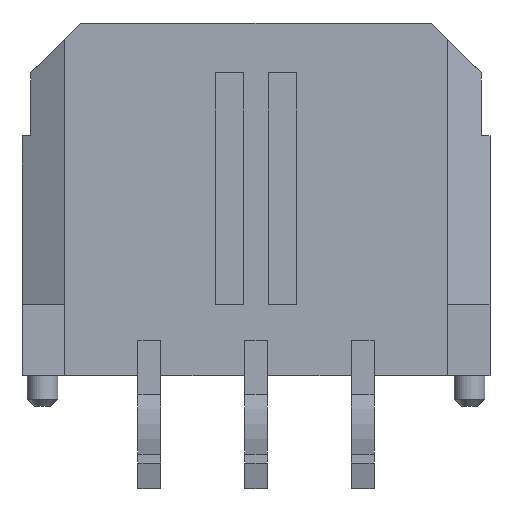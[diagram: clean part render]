
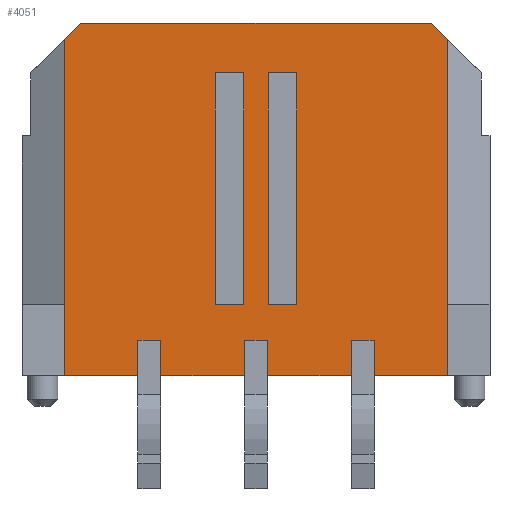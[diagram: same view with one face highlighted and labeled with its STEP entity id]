
A CAD part, front view. The second image highlights one B-rep face of the part: STEP entity #4051.
In plain terms, the highlighted planar face has unit normal (0, -1, 0).
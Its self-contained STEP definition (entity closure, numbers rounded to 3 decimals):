
#53=DIRECTION('',(0.,0.,1.));
#54=VECTOR('',#53,1.);
#55=CARTESIAN_POINT('',(-3.32,-3.46,-4.96));
#56=LINE('',#55,#54);
#57=DIRECTION('',(0.,0.,-1.));
#58=VECTOR('',#57,7.46);
#59=CARTESIAN_POINT('',(-5.375,-3.46,4.5));
#60=LINE('',#59,#58);
#61=DIRECTION('',(-0.707,0.,-0.707));
#62=VECTOR('',#61,0.636);
#63=CARTESIAN_POINT('',(-4.925,-3.46,4.95));
#64=LINE('',#63,#62);
#65=DIRECTION('',(1.,0.,0.));
#66=VECTOR('',#65,9.85);
#67=CARTESIAN_POINT('',(-4.925,-3.46,4.95));
#68=LINE('',#67,#66);
#69=DIRECTION('',(-0.707,0.,0.707));
#70=VECTOR('',#69,0.636);
#71=CARTESIAN_POINT('',(5.375,-3.46,4.5));
#72=LINE('',#71,#70);
#73=DIRECTION('',(0.,0.,-1.));
#74=VECTOR('',#73,7.46);
#75=CARTESIAN_POINT('',(5.375,-3.46,4.5));
#76=LINE('',#75,#74);
#77=DIRECTION('',(0.,0.,-1.));
#78=VECTOR('',#77,2.);
#79=CARTESIAN_POINT('',(5.375,-3.46,-2.96));
#80=LINE('',#79,#78);
#81=DIRECTION('',(0.,0.,1.));
#82=VECTOR('',#81,1.);
#83=CARTESIAN_POINT('',(3.32,-3.46,-4.96));
#84=LINE('',#83,#82);
#85=DIRECTION('',(1.,0.,0.));
#86=VECTOR('',#85,0.64);
#87=CARTESIAN_POINT('',(2.68,-3.46,-3.96));
#88=LINE('',#87,#86);
#89=DIRECTION('',(0.,0.,1.));
#90=VECTOR('',#89,1.);
#91=CARTESIAN_POINT('',(2.68,-3.46,-4.96));
#92=LINE('',#91,#90);
#93=DIRECTION('',(0.,0.,1.));
#94=VECTOR('',#93,1.);
#95=CARTESIAN_POINT('',(0.32,-3.46,-4.96));
#96=LINE('',#95,#94);
#97=DIRECTION('',(1.,0.,0.));
#98=VECTOR('',#97,0.64);
#99=CARTESIAN_POINT('',(-0.32,-3.46,-3.96));
#100=LINE('',#99,#98);
#101=DIRECTION('',(0.,0.,1.));
#102=VECTOR('',#101,1.);
#103=CARTESIAN_POINT('',(-0.32,-3.46,-4.96));
#104=LINE('',#103,#102);
#105=DIRECTION('',(0.,0.,1.));
#106=VECTOR('',#105,1.);
#107=CARTESIAN_POINT('',(-2.68,-3.46,-4.96));
#108=LINE('',#107,#106);
#109=DIRECTION('',(1.,0.,0.));
#110=VECTOR('',#109,0.64);
#111=CARTESIAN_POINT('',(-3.32,-3.46,-3.96));
#112=LINE('',#111,#110);
#113=DIRECTION('',(1.,0.,0.));
#114=VECTOR('',#113,0.8);
#115=CARTESIAN_POINT('',(0.35,-3.46,3.55));
#116=LINE('',#115,#114);
#117=DIRECTION('',(0.,0.,1.));
#118=VECTOR('',#117,6.51);
#119=CARTESIAN_POINT('',(0.35,-3.46,-2.96));
#120=LINE('',#119,#118);
#121=DIRECTION('',(1.,0.,0.));
#122=VECTOR('',#121,0.8);
#123=CARTESIAN_POINT('',(0.35,-3.46,-2.96));
#124=LINE('',#123,#122);
#125=DIRECTION('',(0.,0.,1.));
#126=VECTOR('',#125,6.51);
#127=CARTESIAN_POINT('',(1.15,-3.46,-2.96));
#128=LINE('',#127,#126);
#129=DIRECTION('',(1.,0.,0.));
#130=VECTOR('',#129,0.8);
#131=CARTESIAN_POINT('',(-1.15,-3.46,3.55));
#132=LINE('',#131,#130);
#133=DIRECTION('',(0.,0.,1.));
#134=VECTOR('',#133,6.51);
#135=CARTESIAN_POINT('',(-1.15,-3.46,-2.96));
#136=LINE('',#135,#134);
#137=DIRECTION('',(1.,0.,0.));
#138=VECTOR('',#137,0.8);
#139=CARTESIAN_POINT('',(-1.15,-3.46,-2.96));
#140=LINE('',#139,#138);
#141=DIRECTION('',(0.,0.,1.));
#142=VECTOR('',#141,6.51);
#143=CARTESIAN_POINT('',(-0.35,-3.46,-2.96));
#144=LINE('',#143,#142);
#865=DIRECTION('',(-1.,0.,0.));
#866=VECTOR('',#865,2.055);
#867=CARTESIAN_POINT('',(5.375,-3.46,-4.96));
#868=LINE('',#867,#866);
#881=DIRECTION('',(-1.,0.,0.));
#882=VECTOR('',#881,2.36);
#883=CARTESIAN_POINT('',(2.68,-3.46,-4.96));
#884=LINE('',#883,#882);
#905=DIRECTION('',(-1.,0.,0.));
#906=VECTOR('',#905,2.055);
#907=CARTESIAN_POINT('',(-3.32,-3.46,-4.96));
#908=LINE('',#907,#906);
#913=DIRECTION('',(-1.,0.,0.));
#914=VECTOR('',#913,2.36);
#915=CARTESIAN_POINT('',(-0.32,-3.46,-4.96));
#916=LINE('',#915,#914);
#2859=DIRECTION('',(0.,0.,-1.));
#2860=VECTOR('',#2859,2.);
#2861=CARTESIAN_POINT('',(-5.375,-3.46,-2.96));
#2862=LINE('',#2861,#2860);
#2955=CARTESIAN_POINT('',(-4.925,-3.46,4.95));
#2956=CARTESIAN_POINT('',(4.925,-3.46,4.95));
#2957=VERTEX_POINT('',#2955);
#2958=VERTEX_POINT('',#2956);
#3040=CARTESIAN_POINT('',(2.68,-3.46,-4.96));
#3042=VERTEX_POINT('',#3040);
#3044=CARTESIAN_POINT('',(3.32,-3.46,-4.96));
#3046=VERTEX_POINT('',#3044);
#3052=CARTESIAN_POINT('',(-0.32,-3.46,-4.96));
#3054=VERTEX_POINT('',#3052);
#3056=CARTESIAN_POINT('',(0.32,-3.46,-4.96));
#3058=VERTEX_POINT('',#3056);
#3064=CARTESIAN_POINT('',(-3.32,-3.46,-4.96));
#3066=VERTEX_POINT('',#3064);
#3068=CARTESIAN_POINT('',(-2.68,-3.46,-4.96));
#3070=VERTEX_POINT('',#3068);
#3076=CARTESIAN_POINT('',(5.375,-3.46,-2.96));
#3078=VERTEX_POINT('',#3076);
#3080=CARTESIAN_POINT('',(-5.375,-3.46,-2.96));
#3082=VERTEX_POINT('',#3080);
#3089=CARTESIAN_POINT('',(5.375,-3.46,-4.96));
#3090=VERTEX_POINT('',#3089);
#3091=CARTESIAN_POINT('',(-5.375,-3.46,-4.96));
#3092=VERTEX_POINT('',#3091);
#3093=CARTESIAN_POINT('',(2.68,-3.46,-3.96));
#3094=VERTEX_POINT('',#3093);
#3095=CARTESIAN_POINT('',(3.32,-3.46,-3.96));
#3096=VERTEX_POINT('',#3095);
#3097=CARTESIAN_POINT('',(-0.32,-3.46,-3.96));
#3098=VERTEX_POINT('',#3097);
#3099=CARTESIAN_POINT('',(0.32,-3.46,-3.96));
#3100=VERTEX_POINT('',#3099);
#3101=CARTESIAN_POINT('',(-3.32,-3.46,-3.96));
#3102=VERTEX_POINT('',#3101);
#3103=CARTESIAN_POINT('',(-2.68,-3.46,-3.96));
#3104=VERTEX_POINT('',#3103);
#3417=CARTESIAN_POINT('',(0.35,-3.46,3.55));
#3418=CARTESIAN_POINT('',(1.15,-3.46,3.55));
#3419=VERTEX_POINT('',#3417);
#3420=VERTEX_POINT('',#3418);
#3421=CARTESIAN_POINT('',(0.35,-3.46,-2.96));
#3422=CARTESIAN_POINT('',(1.15,-3.46,-2.96));
#3423=VERTEX_POINT('',#3421);
#3424=VERTEX_POINT('',#3422);
#3433=CARTESIAN_POINT('',(-1.15,-3.46,3.55));
#3434=CARTESIAN_POINT('',(-0.35,-3.46,3.55));
#3435=VERTEX_POINT('',#3433);
#3436=VERTEX_POINT('',#3434);
#3437=CARTESIAN_POINT('',(-1.15,-3.46,-2.96));
#3438=CARTESIAN_POINT('',(-0.35,-3.46,-2.96));
#3439=VERTEX_POINT('',#3437);
#3440=VERTEX_POINT('',#3438);
#3865=CARTESIAN_POINT('',(5.375,-3.46,4.5));
#3866=VERTEX_POINT('',#3865);
#3867=CARTESIAN_POINT('',(-5.375,-3.46,4.5));
#3868=VERTEX_POINT('',#3867);
#3985=CARTESIAN_POINT('',(-6.325,-3.46,4.95));
#3986=DIRECTION('',(0.,-1.,0.));
#3987=DIRECTION('',(0.,0.,-1.));
#3988=AXIS2_PLACEMENT_3D('',#3985,#3986,#3987);
#3989=PLANE('',#3988);
#3991=ORIENTED_EDGE('',*,*,#3990,.F.);
#3993=ORIENTED_EDGE('',*,*,#3992,.T.);
#3995=ORIENTED_EDGE('',*,*,#3994,.F.);
#3996=ORIENTED_EDGE('',*,*,#3972,.F.);
#3998=ORIENTED_EDGE('',*,*,#3997,.F.);
#4000=ORIENTED_EDGE('',*,*,#3999,.T.);
#4002=ORIENTED_EDGE('',*,*,#4001,.F.);
#4004=ORIENTED_EDGE('',*,*,#4003,.T.);
#4006=ORIENTED_EDGE('',*,*,#4005,.T.);
#4008=ORIENTED_EDGE('',*,*,#4007,.T.);
#4010=ORIENTED_EDGE('',*,*,#4009,.T.);
#4012=ORIENTED_EDGE('',*,*,#4011,.F.);
#4014=ORIENTED_EDGE('',*,*,#4013,.F.);
#4016=ORIENTED_EDGE('',*,*,#4015,.T.);
#4018=ORIENTED_EDGE('',*,*,#4017,.T.);
#4020=ORIENTED_EDGE('',*,*,#4019,.F.);
#4022=ORIENTED_EDGE('',*,*,#4021,.F.);
#4024=ORIENTED_EDGE('',*,*,#4023,.T.);
#4026=ORIENTED_EDGE('',*,*,#4025,.T.);
#4028=ORIENTED_EDGE('',*,*,#4027,.F.);
#4029=EDGE_LOOP('',(#3991,#3993,#3995,#3996,#3998,#4000,#4002,#4004,#4006,#4008,
#4010,#4012,#4014,#4016,#4018,#4020,#4022,#4024,#4026,#4028));
#4030=FACE_OUTER_BOUND('',#4029,.F.);
#4032=ORIENTED_EDGE('',*,*,#4031,.F.);
#4034=ORIENTED_EDGE('',*,*,#4033,.F.);
#4036=ORIENTED_EDGE('',*,*,#4035,.T.);
#4038=ORIENTED_EDGE('',*,*,#4037,.T.);
#4039=EDGE_LOOP('',(#4032,#4034,#4036,#4038));
#4040=FACE_BOUND('',#4039,.F.);
#4042=ORIENTED_EDGE('',*,*,#4041,.F.);
#4044=ORIENTED_EDGE('',*,*,#4043,.F.);
#4046=ORIENTED_EDGE('',*,*,#4045,.T.);
#4048=ORIENTED_EDGE('',*,*,#4047,.T.);
#4049=EDGE_LOOP('',(#4042,#4044,#4046,#4048));
#4050=FACE_BOUND('',#4049,.F.);
#4051=ADVANCED_FACE('',(#4030,#4040,#4050),#3989,.T.);
#3972=EDGE_CURVE('',#3868,#3082,#60,.T.);
#3990=EDGE_CURVE('',#3066,#3102,#56,.T.);
#3992=EDGE_CURVE('',#3066,#3092,#908,.T.);
#3994=EDGE_CURVE('',#3082,#3092,#2862,.T.);
#3997=EDGE_CURVE('',#2957,#3868,#64,.T.);
#3999=EDGE_CURVE('',#2957,#2958,#68,.T.);
#4001=EDGE_CURVE('',#3866,#2958,#72,.T.);
#4003=EDGE_CURVE('',#3866,#3078,#76,.T.);
#4005=EDGE_CURVE('',#3078,#3090,#80,.T.);
#4007=EDGE_CURVE('',#3090,#3046,#868,.T.);
#4009=EDGE_CURVE('',#3046,#3096,#84,.T.);
#4011=EDGE_CURVE('',#3094,#3096,#88,.T.);
#4013=EDGE_CURVE('',#3042,#3094,#92,.T.);
#4015=EDGE_CURVE('',#3042,#3058,#884,.T.);
#4017=EDGE_CURVE('',#3058,#3100,#96,.T.);
#4019=EDGE_CURVE('',#3098,#3100,#100,.T.);
#4021=EDGE_CURVE('',#3054,#3098,#104,.T.);
#4023=EDGE_CURVE('',#3054,#3070,#916,.T.);
#4025=EDGE_CURVE('',#3070,#3104,#108,.T.);
#4027=EDGE_CURVE('',#3102,#3104,#112,.T.);
#4031=EDGE_CURVE('',#3419,#3420,#116,.T.);
#4033=EDGE_CURVE('',#3423,#3419,#120,.T.);
#4035=EDGE_CURVE('',#3423,#3424,#124,.T.);
#4037=EDGE_CURVE('',#3424,#3420,#128,.T.);
#4041=EDGE_CURVE('',#3435,#3436,#132,.T.);
#4043=EDGE_CURVE('',#3439,#3435,#136,.T.);
#4045=EDGE_CURVE('',#3439,#3440,#140,.T.);
#4047=EDGE_CURVE('',#3440,#3436,#144,.T.);
